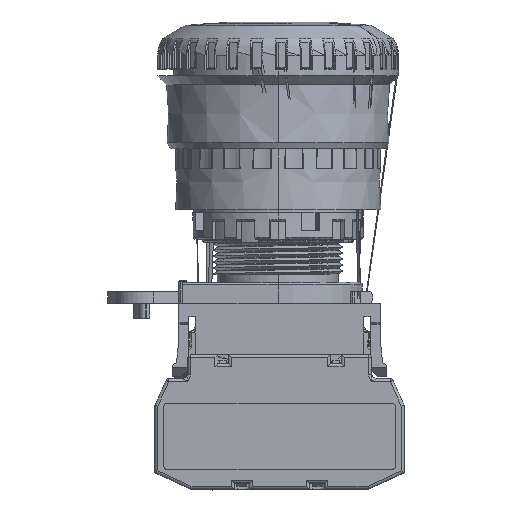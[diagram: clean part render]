
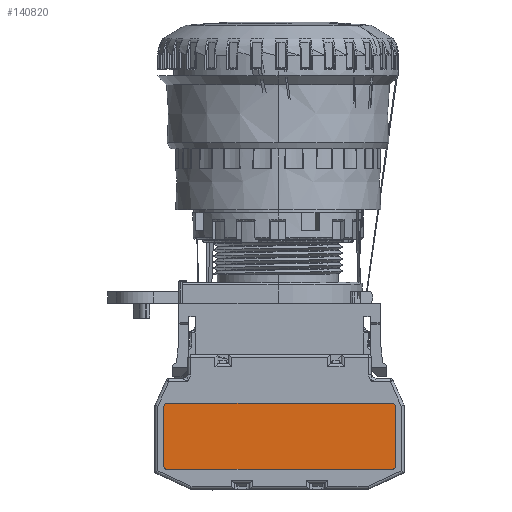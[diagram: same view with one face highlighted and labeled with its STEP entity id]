
A CAD part, left-side view. The second image highlights one B-rep face of the part: STEP entity #140820.
In plain terms, the highlighted planar face has unit normal (-1, 0, 0).
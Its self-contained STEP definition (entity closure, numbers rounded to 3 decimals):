
#509 = DIRECTION ( 'NONE',  ( 0., 0., 1. ) ) ;
#1576 = VERTEX_POINT ( 'NONE', #131132 ) ;
#3062 = EDGE_CURVE ( 'NONE', #120113, #115968, #74763, .T. ) ;
#13578 = VECTOR ( 'NONE', #45369, 1000. ) ;
#16516 = LINE ( 'NONE', #169178, #13578 ) ;
#24194 = VECTOR ( 'NONE', #223020, 1000. ) ;
#24318 = CARTESIAN_POINT ( 'NONE',  ( 7.875, 29.639, 27.332 ) ) ;
#26991 = EDGE_CURVE ( 'NONE', #115968, #1576, #156777, .T. ) ;
#30687 = ORIENTED_EDGE ( 'NONE', *, *, #56155, .F. ) ;
#32367 = AXIS2_PLACEMENT_3D ( 'NONE', #201279, #41166, #95618 ) ;
#34192 = DIRECTION ( 'NONE',  ( 0., 0., 1. ) ) ;
#41166 = DIRECTION ( 'NONE',  ( 1., 0., 0. ) ) ;
#44842 = EDGE_LOOP ( 'NONE', ( #131680, #109998, #103594, #96182, #128466, #30687, #102178, #75709 ) ) ;
#45369 = DIRECTION ( 'NONE',  ( 0., 1., 0. ) ) ;
#51198 = CARTESIAN_POINT ( 'NONE',  ( 7.875, 68.139, 37.832 ) ) ;
#56155 = EDGE_CURVE ( 'NONE', #153617, #120113, #85082, .T. ) ;
#56800 = CIRCLE ( 'NONE', #216404, 0.5 ) ;
#57803 = VERTEX_POINT ( 'NONE', #129850 ) ;
#58399 = LINE ( 'NONE', #75108, #207953 ) ;
#62443 = VECTOR ( 'NONE', #205375, 1000. ) ;
#65477 = AXIS2_PLACEMENT_3D ( 'NONE', #216953, #90110, #110468 ) ;
#67389 = EDGE_CURVE ( 'NONE', #138596, #158882, #16516, .T. ) ;
#70842 = PLANE ( 'NONE',  #202005 ) ;
#74763 = CIRCLE ( 'NONE', #32367, 0.5 ) ;
#75108 = CARTESIAN_POINT ( 'NONE',  ( 7.875, 68.139, 27.332 ) ) ;
#75709 = ORIENTED_EDGE ( 'NONE', *, *, #182388, .F. ) ;
#76863 = CARTESIAN_POINT ( 'NONE',  ( 7.875, 67.639, 27.332 ) ) ;
#85082 = LINE ( 'NONE', #187998, #62443 ) ;
#87114 = CARTESIAN_POINT ( 'NONE',  ( 7.875, 67.639, 37.832 ) ) ;
#90110 = DIRECTION ( 'NONE',  ( 1., 0., 0. ) ) ;
#90513 = EDGE_CURVE ( 'NONE', #158882, #57803, #56800, .T. ) ;
#95618 = DIRECTION ( 'NONE',  ( 0., 0., 1. ) ) ;
#96182 = ORIENTED_EDGE ( 'NONE', *, *, #26991, .F. ) ;
#102178 = ORIENTED_EDGE ( 'NONE', *, *, #205851, .F. ) ;
#103594 = ORIENTED_EDGE ( 'NONE', *, *, #103914, .F. ) ;
#103834 = CARTESIAN_POINT ( 'NONE',  ( 7.875, 29.639, 37.832 ) ) ;
#103914 = EDGE_CURVE ( 'NONE', #1576, #138596, #125425, .T. ) ;
#109515 = DIRECTION ( 'NONE',  ( 0., 0., 1. ) ) ;
#109998 = ORIENTED_EDGE ( 'NONE', *, *, #67389, .F. ) ;
#110468 = DIRECTION ( 'NONE',  ( 0., 0., 1. ) ) ;
#115107 = DIRECTION ( 'NONE',  ( 0., 0., 1. ) ) ;
#115968 = VERTEX_POINT ( 'NONE', #103834 ) ;
#120113 = VERTEX_POINT ( 'NONE', #161780 ) ;
#125425 = CIRCLE ( 'NONE', #65477, 0.5 ) ;
#126860 = DIRECTION ( 'NONE',  ( 1., 0., 0. ) ) ;
#128466 = ORIENTED_EDGE ( 'NONE', *, *, #3062, .F. ) ;
#129850 = CARTESIAN_POINT ( 'NONE',  ( 7.875, 68.139, 27.832 ) ) ;
#131132 = CARTESIAN_POINT ( 'NONE',  ( 7.875, 29.639, 27.832 ) ) ;
#131680 = ORIENTED_EDGE ( 'NONE', *, *, #90513, .F. ) ;
#138596 = VERTEX_POINT ( 'NONE', #168855 ) ;
#140820 = ADVANCED_FACE ( 'NONE', ( #177021 ), #70842, .F. ) ;
#144043 = DIRECTION ( 'NONE',  ( 1., 0., 0. ) ) ;
#153617 = VERTEX_POINT ( 'NONE', #199808 ) ;
#156777 = LINE ( 'NONE', #24318, #24194 ) ;
#158882 = VERTEX_POINT ( 'NONE', #76863 ) ;
#161780 = CARTESIAN_POINT ( 'NONE',  ( 7.875, 30.139, 38.332 ) ) ;
#168855 = CARTESIAN_POINT ( 'NONE',  ( 7.875, 30.139, 27.332 ) ) ;
#169178 = CARTESIAN_POINT ( 'NONE',  ( 7.875, 29.639, 27.332 ) ) ;
#177021 = FACE_OUTER_BOUND ( 'NONE', #44842, .T. ) ;
#182388 = EDGE_CURVE ( 'NONE', #57803, #196285, #58399, .T. ) ;
#187998 = CARTESIAN_POINT ( 'NONE',  ( 7.875, 29.639, 38.332 ) ) ;
#195867 = DIRECTION ( 'NONE',  ( 1., 0., 0. ) ) ;
#196285 = VERTEX_POINT ( 'NONE', #51198 ) ;
#199808 = CARTESIAN_POINT ( 'NONE',  ( 7.875, 67.639, 38.332 ) ) ;
#201279 = CARTESIAN_POINT ( 'NONE',  ( 7.875, 30.139, 37.832 ) ) ;
#202005 = AXIS2_PLACEMENT_3D ( 'NONE', #217358, #144043, #509 ) ;
#205375 = DIRECTION ( 'NONE',  ( 0., -1., 0. ) ) ;
#205851 = EDGE_CURVE ( 'NONE', #196285, #153617, #216470, .T. ) ;
#207953 = VECTOR ( 'NONE', #115107, 1000. ) ;
#215201 = AXIS2_PLACEMENT_3D ( 'NONE', #87114, #195867, #34192 ) ;
#215967 = CARTESIAN_POINT ( 'NONE',  ( 7.875, 67.639, 27.832 ) ) ;
#216404 = AXIS2_PLACEMENT_3D ( 'NONE', #215967, #126860, #109515 ) ;
#216470 = CIRCLE ( 'NONE', #215201, 0.5 ) ;
#216953 = CARTESIAN_POINT ( 'NONE',  ( 7.875, 30.139, 27.832 ) ) ;
#217358 = CARTESIAN_POINT ( 'NONE',  ( 7.875, 29.639, 27.332 ) ) ;
#223020 = DIRECTION ( 'NONE',  ( 0., 0., -1. ) ) ;
